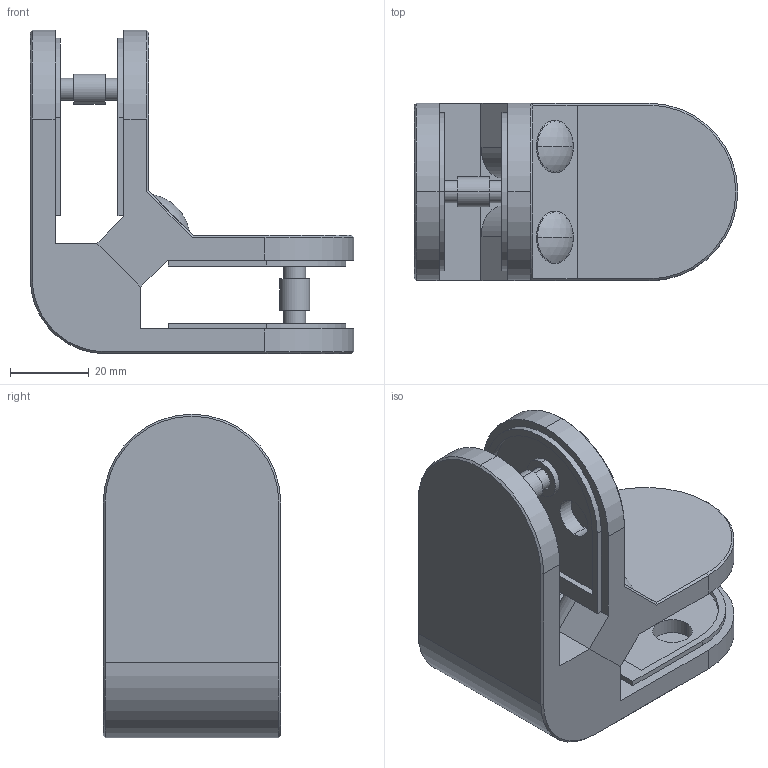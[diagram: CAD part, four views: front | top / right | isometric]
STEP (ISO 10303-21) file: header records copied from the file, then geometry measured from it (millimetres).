
FILE_DESCRIPTION (( 'STEP AP203' ), '1' );
FILE_NAME ('23-V4A-90.step', '2020-11-27T10:01:57', ( '' ), ( '' ), 'SwSTEP 2.0', 'SolidWorks 2018', '' );
FILE_SCHEMA (( 'CONFIG_CONTROL_DESIGN' ));
Length unit declared in the file: millimetre
Products named in the file (18): 23-STIFT Teil1; 23-V4A-90; socket countersunk head screw_din; 23-XXX-90 Teil2_23-V4A-90; 23-Kappe; 23-STIFT Teil1_23-Stift; 23-XXX-90 Teil1; 23-STIFT Teil2; 23-XXX-90 Teil1_23-V4A-90; 23-STIFT Teil2_23-STIFT Teil2; 23-STIFT_23-STIFT; socket countersunk head screw_din_DIN 7991 - M6 x 25 --- 25S; 23-XXX-90 Teil2
Assembly tree (10 placements, depth 3):
  23-STIFT Teil1
  23-V4A-90
    23-XXX-90 Teil1_23-V4A-90
    23-XXX-90 Teil2_23-V4A-90
    23-STIFT_23-STIFT  x2
      23-STIFT Teil1_23-Stift
      23-STIFT Teil2_23-STIFT Teil2
    socket countersunk head screw_din_DIN 7991 - M6 x 25 --- 25S  x2
    23-Kappe  x2
  socket countersunk head screw_din
  23-XXX-90 Teil1
  23-STIFT Teil2
Bounding box: 82 x 45 x 82 mm (x, y, z)
Volume: 91078.1 mm3; surface area: 35556 mm2
Topology: 10 solids, 10 shells, 1155 faces, 2973 edges, 1924 vertices
Faces by surface type: plane 500, bspline 252, cone 210, cylinder 185, torus 4, sphere 4
Entity records: 33607 total; most frequent: CARTESIAN_POINT 13842, ORIENTED_EDGE 3974, DIRECTION 3317, EDGE_CURVE 1987, VERTEX_POINT 1292, VECTOR 1231, LINE 1231, AXIS2_PLACEMENT_3D 1043
